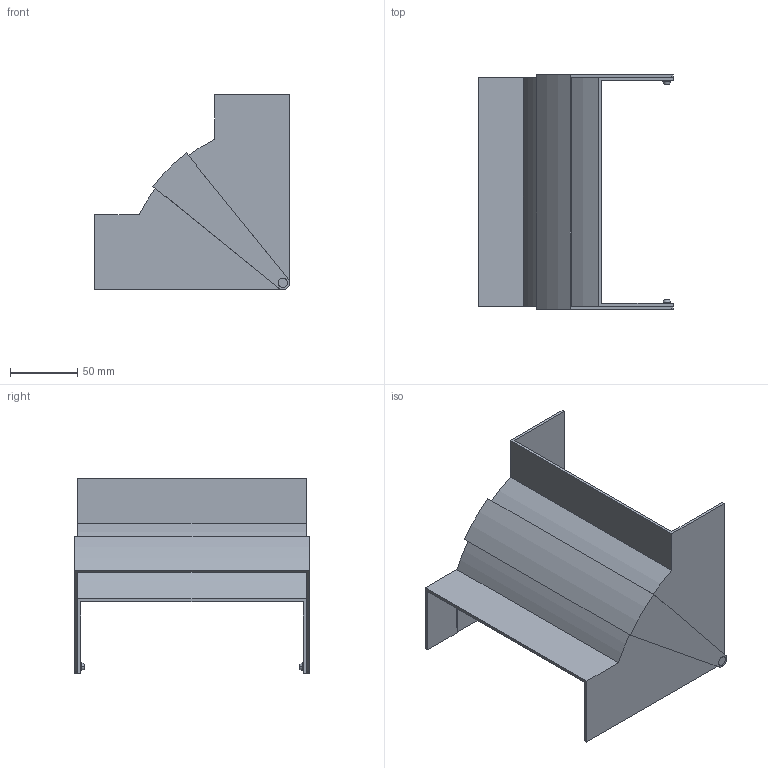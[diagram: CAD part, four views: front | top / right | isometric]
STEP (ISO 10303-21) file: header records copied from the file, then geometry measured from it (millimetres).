
FILE_DESCRIPTION (( 'STEP AP214' ), '1' );
FILE_NAME ('6113442.stp', '2016-05-24T08:46:06', ( '' ), ( '' ), 'SwSTEP 2.0', 'SolidWorks 2014', '' );
FILE_SCHEMA (( 'AUTOMOTIVE_DESIGN' ));
Length unit declared in the file: millimetre
Products named in the file (4): 6113442; 074900_Standard; 074903_Standard; 034959_Standard
Assembly tree (4 placements, depth 2):
  6113442
    074900_Standard
    074903_Standard
    034959_Standard  x2
Bounding box: 145 x 174.6 x 145 mm (x, y, z)
Volume: 126231.2 mm3; surface area: 128244.1 mm2
Topology: 4 solids, 4 shells, 78 faces, 188 edges, 122 vertices
Faces by surface type: plane 40, cylinder 30, cone 8
Entity records: 2102 total; most frequent: DIRECTION 358, CARTESIAN_POINT 339, ORIENTED_EDGE 324, EDGE_CURVE 162, AXIS2_PLACEMENT_3D 125, VECTOR 108, LINE 108, VERTEX_POINT 106
